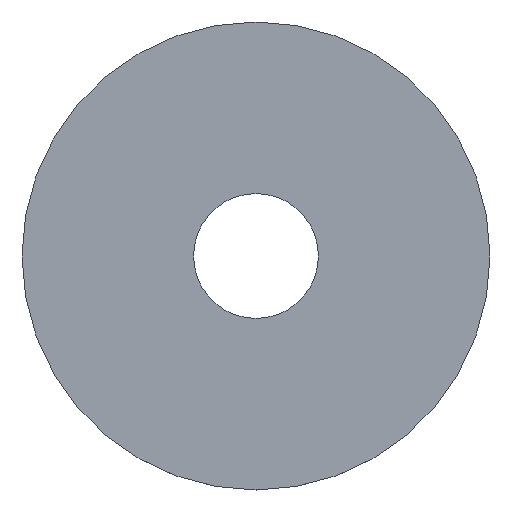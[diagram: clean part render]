
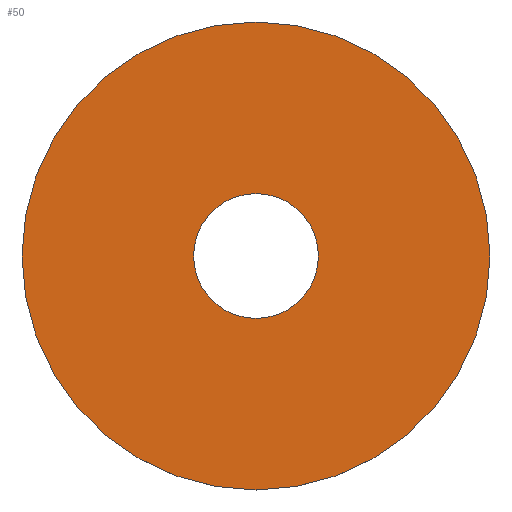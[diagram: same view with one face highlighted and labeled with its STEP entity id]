
A CAD part, top view. The second image highlights one B-rep face of the part: STEP entity #50.
In plain terms, the highlighted planar face has unit normal (0, 0, 1).
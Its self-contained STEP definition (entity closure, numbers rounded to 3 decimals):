
#2 = ORIENTED_EDGE ( 'NONE', *, *, #87, .F. ) ;
#9 = CARTESIAN_POINT ( 'NONE',  ( 0., 0., 0.6 ) ) ;
#11 = DIRECTION ( 'NONE',  ( 0., 0., -1. ) ) ;
#21 = FACE_OUTER_BOUND ( 'NONE', #53, .T. ) ;
#32 = CARTESIAN_POINT ( 'NONE',  ( 0., 15., 0.6 ) ) ;
#35 = CIRCLE ( 'NONE', #95, 15. ) ;
#47 = AXIS2_PLACEMENT_3D ( 'NONE', #104, #114, #89 ) ;
#50 = ADVANCED_FACE ( 'NONE', ( #121, #21 ), #169, .T. ) ;
#53 = EDGE_LOOP ( 'NONE', ( #2 ) ) ;
#57 = VERTEX_POINT ( 'NONE', #32 ) ;
#62 = CARTESIAN_POINT ( 'NONE',  ( 0., 4., 0.6 ) ) ;
#73 = DIRECTION ( 'NONE',  ( 0., 0., 1. ) ) ;
#74 = DIRECTION ( 'NONE',  ( 0., 1., 0. ) ) ;
#87 = EDGE_CURVE ( 'NONE', #57, #57, #35, .T. ) ;
#88 = EDGE_CURVE ( 'NONE', #124, #124, #168, .T. ) ;
#89 = DIRECTION ( 'NONE',  ( 0., 1., 0. ) ) ;
#95 = AXIS2_PLACEMENT_3D ( 'NONE', #9, #11, #74 ) ;
#100 = AXIS2_PLACEMENT_3D ( 'NONE', #62, #73, #125 ) ;
#104 = CARTESIAN_POINT ( 'NONE',  ( 0., 0., 0.6 ) ) ;
#114 = DIRECTION ( 'NONE',  ( 0., 0., -1. ) ) ;
#121 = FACE_BOUND ( 'NONE', #132, .T. ) ;
#124 = VERTEX_POINT ( 'NONE', #151 ) ;
#125 = DIRECTION ( 'NONE',  ( 0., -1., 0. ) ) ;
#132 = EDGE_LOOP ( 'NONE', ( #133 ) ) ;
#133 = ORIENTED_EDGE ( 'NONE', *, *, #88, .T. ) ;
#151 = CARTESIAN_POINT ( 'NONE',  ( 0., 4., 0.6 ) ) ;
#168 = CIRCLE ( 'NONE', #47, 4. ) ;
#169 = PLANE ( 'NONE',  #100 ) ;
